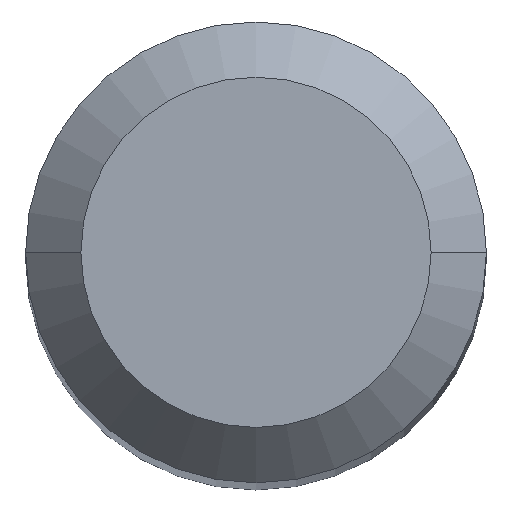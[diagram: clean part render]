
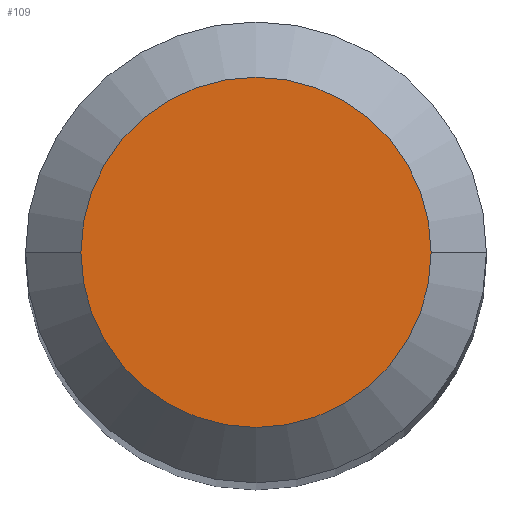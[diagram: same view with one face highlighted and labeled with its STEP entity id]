
A CAD part, top view. The second image highlights one B-rep face of the part: STEP entity #109.
In plain terms, the highlighted planar face has unit normal (0, 0, 1).
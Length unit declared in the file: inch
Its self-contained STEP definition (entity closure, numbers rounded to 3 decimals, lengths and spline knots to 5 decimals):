
#36 = CIRCLE ( 'NONE', #104, 0.0475 ) ;
#49 = DIRECTION ( 'NONE',  ( 0., 0., -1. ) ) ;
#91 = FACE_OUTER_BOUND ( 'NONE', #299, .T. ) ;
#93 = PLANE ( 'NONE',  #353 ) ;
#100 = DIRECTION ( 'NONE',  ( 1., 0., 0. ) ) ;
#104 = AXIS2_PLACEMENT_3D ( 'NONE', #141, #347, #100 ) ;
#105 = VERTEX_POINT ( 'NONE', #406 ) ;
#109 = ADVANCED_FACE ( 'NONE', ( #91 ), #93, .F. ) ;
#111 = ORIENTED_EDGE ( 'NONE', *, *, #429, .T. ) ;
#141 = CARTESIAN_POINT ( 'NONE',  ( 0., 0., 0. ) ) ;
#195 = DIRECTION ( 'NONE',  ( 0., 0., 1. ) ) ;
#247 = CARTESIAN_POINT ( 'NONE',  ( 0., 0.0475, 0. ) ) ;
#299 = EDGE_LOOP ( 'NONE', ( #111, #518 ) ) ;
#347 = DIRECTION ( 'NONE',  ( 0., 0., 1. ) ) ;
#353 = AXIS2_PLACEMENT_3D ( 'NONE', #247, #49, #371 ) ;
#357 = DIRECTION ( 'NONE',  ( 1., 0., 0. ) ) ;
#371 = DIRECTION ( 'NONE',  ( -1., 0., 0. ) ) ;
#379 = EDGE_CURVE ( 'NONE', #468, #105, #36, .T. ) ;
#394 = AXIS2_PLACEMENT_3D ( 'NONE', #438, #195, #357 ) ;
#406 = CARTESIAN_POINT ( 'NONE',  ( -0.0475, 0., 0. ) ) ;
#429 = EDGE_CURVE ( 'NONE', #105, #468, #444, .T. ) ;
#438 = CARTESIAN_POINT ( 'NONE',  ( 0., 0., 0. ) ) ;
#444 = CIRCLE ( 'NONE', #394, 0.0475 ) ;
#468 = VERTEX_POINT ( 'NONE', #473 ) ;
#473 = CARTESIAN_POINT ( 'NONE',  ( 0.0475, 0., 0. ) ) ;
#518 = ORIENTED_EDGE ( 'NONE', *, *, #379, .T. ) ;
